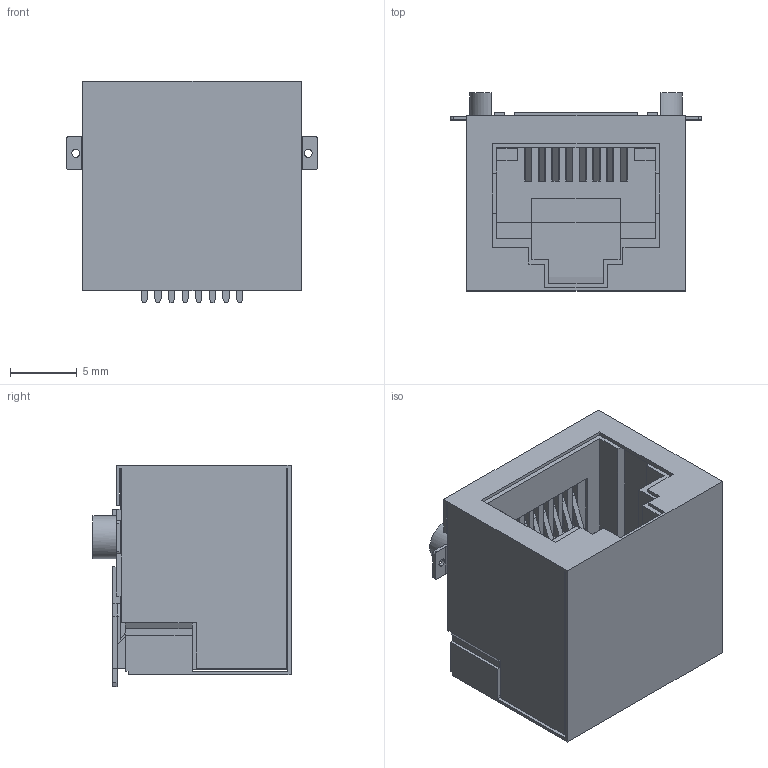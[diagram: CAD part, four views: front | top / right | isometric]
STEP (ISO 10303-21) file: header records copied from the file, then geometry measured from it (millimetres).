
FILE_DESCRIPTION(('CATIA V5 STEP Exchange','CAx-IF Rec.Pracs.--- Model Styling and Organization---1.2---2011-12-15'),'2;1');
FILE_NAME ('D1452089_0_1455220000_1455220000.stp','2018-09-22T12:43:01+00:00',('none'),('Weidmueller'),'CATIA Version 5-6 Release 2014','CATIA V5 STEP AP214','none');
FILE_SCHEMA(('AUTOMOTIVE_DESIGN { 1 0 10303 214 1 1 1 1 }'));
Length unit declared in the file: millimetre
Products named in the file (1): 1455220000
Bounding box: 18.8 x 14.83 x 16.6 mm (x, y, z)
Volume: 1707.6 mm3; surface area: 4147.6 mm2
Topology: 9 solids, 9 shells, 551 faces, 1640 edges, 1080 vertices
Faces by surface type: plane 503, cylinder 48
Entity records: 17024 total; most frequent: ORIENTED_EDGE 3280, CARTESIAN_POINT 3023, DIRECTION 2244, EDGE_CURVE 1640, VECTOR 1538, LINE 1538, VERTEX_POINT 1080, EDGE_LOOP 586
